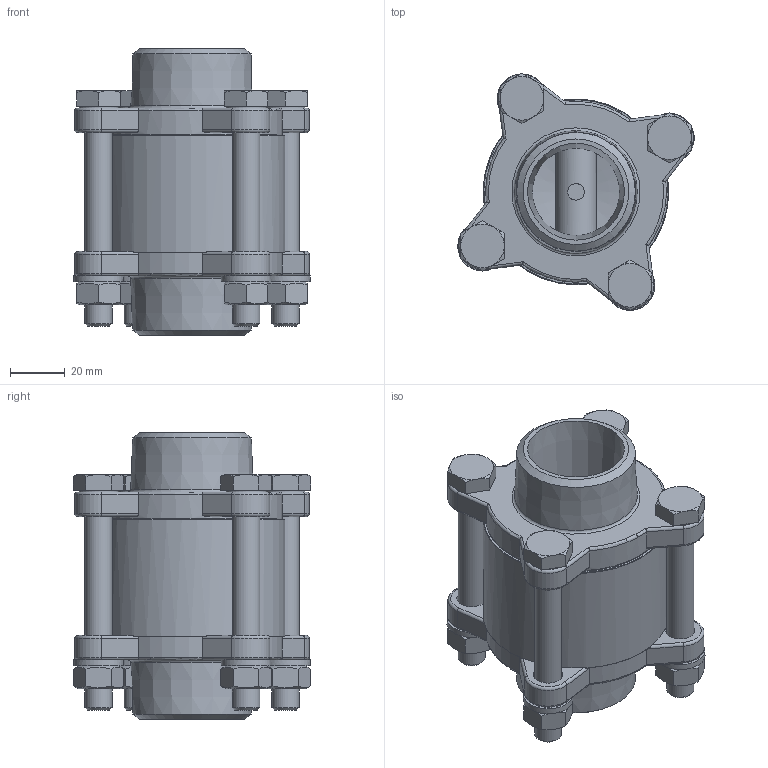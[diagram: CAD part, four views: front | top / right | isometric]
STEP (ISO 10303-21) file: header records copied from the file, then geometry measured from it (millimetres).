
FILE_DESCRIPTION((''),'2;1');
FILE_NAME('5114_032.stp','2013-02-05T10:29:05',('RL'),(''),'Autodesk Inventor 2012','Autodesk Inventor 2012','');
FILE_SCHEMA(('AUTOMOTIVE_DESIGN { 1 0 10303 214 1 1 1 1 }'));
Length unit declared in the file: millimetre
Products named in the file (1): 5114_032_Konturvereinfachung_1
Bounding box: 86.66 x 87.03 x 104.89 mm (x, y, z)
Volume: 204414.5 mm3; surface area: 71441.4 mm2
Topology: 1 solids, 3 shells, 537 faces, 1341 edges, 854 vertices
Faces by surface type: plane 220, cylinder 114, bspline 107, cone 54, torus 42
Full cylindrical faces by diameter (mm): 6 x2, 10 x9, 10.8 x8, 14.63 x4, 15 x1, 35 x1, 43 x1, 45 x1, 50 x1, 54 x1, 58 x3, 62 x2, 66.2 x1, 68 x1
Entity records: 36643 total; most frequent: CARTESIAN_POINT 24973, ORIENTED_EDGE 2468, DIRECTION 1929, EDGE_CURVE 1234, VERTEX_POINT 823, AXIS2_PLACEMENT_3D 755, EDGE_LOOP 683, FACE_OUTER_BOUND 537
